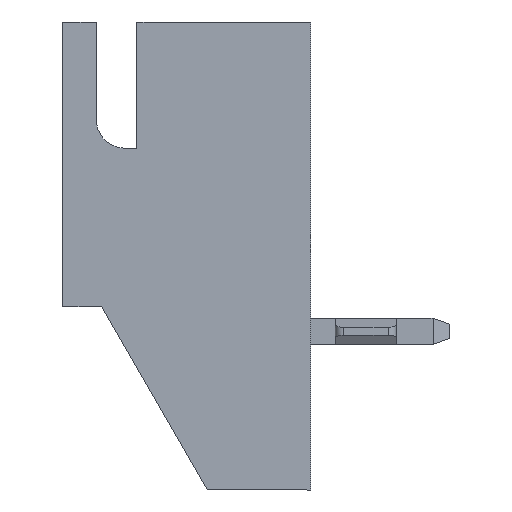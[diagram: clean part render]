
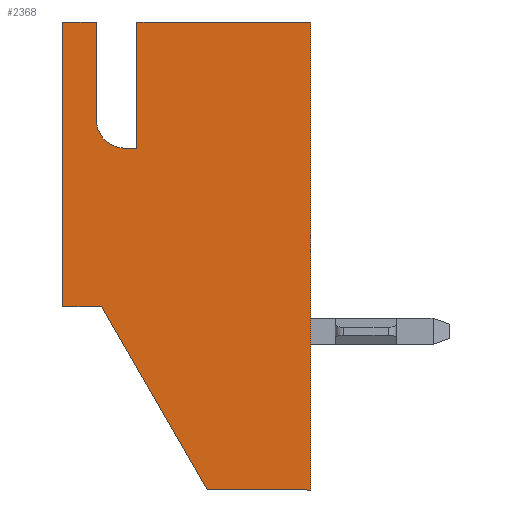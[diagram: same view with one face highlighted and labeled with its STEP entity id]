
A CAD part, left-side view. The second image highlights one B-rep face of the part: STEP entity #2368.
In plain terms, the highlighted planar face has unit normal (-1, 0, 0).
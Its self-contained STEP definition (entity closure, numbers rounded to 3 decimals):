
#30 = VECTOR ( 'NONE', #3492, 1000. ) ;
#53 = CIRCLE ( 'NONE', #520, 0.7 ) ;
#60 = PLANE ( 'NONE',  #2900 ) ;
#87 = CARTESIAN_POINT ( 'NONE',  ( -3.7, 5.275, -2.4 ) ) ;
#225 = LINE ( 'NONE', #1371, #267 ) ;
#254 = LINE ( 'NONE', #2898, #30 ) ;
#267 = VECTOR ( 'NONE', #3712, 1000. ) ;
#278 = LINE ( 'NONE', #813, #2432 ) ;
#283 = DIRECTION ( 'NONE',  ( 0., 0., 1. ) ) ;
#324 = VERTEX_POINT ( 'NONE', #934 ) ;
#370 = LINE ( 'NONE', #1238, #3335 ) ;
#498 = VECTOR ( 'NONE', #2910, 1000. ) ;
#502 = VECTOR ( 'NONE', #3133, 1000. ) ;
#520 = AXIS2_PLACEMENT_3D ( 'NONE', #910, #636, #1502 ) ;
#596 = VERTEX_POINT ( 'NONE', #2330 ) ;
#633 = DIRECTION ( 'NONE',  ( 0., 0., 1. ) ) ;
#636 = DIRECTION ( 'NONE',  ( 1., 0., 0. ) ) ;
#656 = LINE ( 'NONE', #948, #498 ) ;
#784 = ORIENTED_EDGE ( 'NONE', *, *, #2326, .F. ) ;
#813 = CARTESIAN_POINT ( 'NONE',  ( -3.7, 2.55, -11.5 ) ) ;
#829 = CARTESIAN_POINT ( 'NONE',  ( -3.7, 5.275, 0. ) ) ;
#868 = CARTESIAN_POINT ( 'NONE',  ( -3.7, 5.275, 0. ) ) ;
#907 = VERTEX_POINT ( 'NONE', #3464 ) ;
#910 = CARTESIAN_POINT ( 'NONE',  ( -3.7, 4.575, -2.4 ) ) ;
#927 = CARTESIAN_POINT ( 'NONE',  ( -3.7, 0., 0. ) ) ;
#934 = CARTESIAN_POINT ( 'NONE',  ( -3.7, 4.275, 0. ) ) ;
#948 = CARTESIAN_POINT ( 'NONE',  ( -3.7, 0., -7. ) ) ;
#990 = VERTEX_POINT ( 'NONE', #1197 ) ;
#1003 = VECTOR ( 'NONE', #3009, 1000. ) ;
#1012 = ORIENTED_EDGE ( 'NONE', *, *, #1705, .F. ) ;
#1132 = DIRECTION ( 'NONE',  ( 0., -1., 0. ) ) ;
#1197 = CARTESIAN_POINT ( 'NONE',  ( -3.7, 0., -11.5 ) ) ;
#1220 = ORIENTED_EDGE ( 'NONE', *, *, #2377, .F. ) ;
#1238 = CARTESIAN_POINT ( 'NONE',  ( -3.7, 4.575, -3.1 ) ) ;
#1371 = CARTESIAN_POINT ( 'NONE',  ( -3.7, 0., -11.5 ) ) ;
#1433 = DIRECTION ( 'NONE',  ( 0., 0.5, 0.866 ) ) ;
#1502 = DIRECTION ( 'NONE',  ( 0., 0., -1. ) ) ;
#1535 = DIRECTION ( 'NONE',  ( 0., 1., 0. ) ) ;
#1654 = EDGE_CURVE ( 'NONE', #324, #2894, #1812, .T. ) ;
#1701 = EDGE_CURVE ( 'NONE', #596, #1714, #53, .T. ) ;
#1705 = EDGE_CURVE ( 'NONE', #2894, #990, #3534, .T. ) ;
#1714 = VERTEX_POINT ( 'NONE', #87 ) ;
#1722 = CARTESIAN_POINT ( 'NONE',  ( -3.7, 2.55, -11.5 ) ) ;
#1812 = LINE ( 'NONE', #3504, #2617 ) ;
#1836 = VERTEX_POINT ( 'NONE', #2784 ) ;
#1915 = EDGE_CURVE ( 'NONE', #1714, #2081, #2181, .T. ) ;
#1942 = CARTESIAN_POINT ( 'NONE',  ( -3.7, 6.1, 0. ) ) ;
#2014 = CARTESIAN_POINT ( 'NONE',  ( -3.7, 0., 0. ) ) ;
#2041 = ORIENTED_EDGE ( 'NONE', *, *, #2820, .F. ) ;
#2073 = DIRECTION ( 'NONE',  ( -1., 0., 0. ) ) ;
#2076 = ORIENTED_EDGE ( 'NONE', *, *, #1915, .T. ) ;
#2081 = VERTEX_POINT ( 'NONE', #829 ) ;
#2181 = LINE ( 'NONE', #868, #2187 ) ;
#2187 = VECTOR ( 'NONE', #283, 1000. ) ;
#2326 = EDGE_CURVE ( 'NONE', #990, #3088, #225, .T. ) ;
#2328 = ORIENTED_EDGE ( 'NONE', *, *, #1654, .F. ) ;
#2330 = CARTESIAN_POINT ( 'NONE',  ( -3.7, 4.575, -3.1 ) ) ;
#2368 = ADVANCED_FACE ( 'NONE', ( #3214 ), #60, .T. ) ;
#2377 = EDGE_CURVE ( 'NONE', #907, #2497, #656, .T. ) ;
#2387 = EDGE_CURVE ( 'NONE', #3507, #596, #370, .T. ) ;
#2432 = VECTOR ( 'NONE', #1433, 1000. ) ;
#2459 = CARTESIAN_POINT ( 'NONE',  ( -3.7, 6.1, -7. ) ) ;
#2497 = VERTEX_POINT ( 'NONE', #2459 ) ;
#2599 = ORIENTED_EDGE ( 'NONE', *, *, #2813, .F. ) ;
#2617 = VECTOR ( 'NONE', #3274, 1000. ) ;
#2683 = CARTESIAN_POINT ( 'NONE',  ( -3.7, 0., 0. ) ) ;
#2784 = CARTESIAN_POINT ( 'NONE',  ( -3.7, 6.1, 0. ) ) ;
#2813 = EDGE_CURVE ( 'NONE', #3088, #907, #278, .T. ) ;
#2820 = EDGE_CURVE ( 'NONE', #2497, #1836, #3383, .T. ) ;
#2859 = VECTOR ( 'NONE', #1132, 1000. ) ;
#2869 = ORIENTED_EDGE ( 'NONE', *, *, #2387, .T. ) ;
#2894 = VERTEX_POINT ( 'NONE', #2683 ) ;
#2898 = CARTESIAN_POINT ( 'NONE',  ( -3.7, 4.275, -3.1 ) ) ;
#2900 = AXIS2_PLACEMENT_3D ( 'NONE', #927, #2073, #633 ) ;
#2910 = DIRECTION ( 'NONE',  ( 0., 1., 0. ) ) ;
#2974 = ORIENTED_EDGE ( 'NONE', *, *, #1701, .T. ) ;
#3009 = DIRECTION ( 'NONE',  ( 0., 0., -1. ) ) ;
#3035 = EDGE_CURVE ( 'NONE', #324, #3507, #254, .T. ) ;
#3088 = VERTEX_POINT ( 'NONE', #1722 ) ;
#3133 = DIRECTION ( 'NONE',  ( 0., 0., 1. ) ) ;
#3187 = ORIENTED_EDGE ( 'NONE', *, *, #3035, .T. ) ;
#3214 = FACE_OUTER_BOUND ( 'NONE', #3471, .T. ) ;
#3226 = EDGE_CURVE ( 'NONE', #1836, #2081, #3655, .T. ) ;
#3274 = DIRECTION ( 'NONE',  ( 0., -1., 0. ) ) ;
#3282 = ORIENTED_EDGE ( 'NONE', *, *, #3226, .F. ) ;
#3335 = VECTOR ( 'NONE', #1535, 1000. ) ;
#3383 = LINE ( 'NONE', #1942, #502 ) ;
#3464 = CARTESIAN_POINT ( 'NONE',  ( -3.7, 5.148, -7. ) ) ;
#3471 = EDGE_LOOP ( 'NONE', ( #2076, #3282, #2041, #1220, #2599, #784, #1012, #2328, #3187, #2869, #2974 ) ) ;
#3492 = DIRECTION ( 'NONE',  ( 0., 0., -1. ) ) ;
#3504 = CARTESIAN_POINT ( 'NONE',  ( -3.7, 0., 0. ) ) ;
#3507 = VERTEX_POINT ( 'NONE', #3584 ) ;
#3534 = LINE ( 'NONE', #3603, #1003 ) ;
#3584 = CARTESIAN_POINT ( 'NONE',  ( -3.7, 4.275, -3.1 ) ) ;
#3603 = CARTESIAN_POINT ( 'NONE',  ( -3.7, 0., 0. ) ) ;
#3655 = LINE ( 'NONE', #2014, #2859 ) ;
#3712 = DIRECTION ( 'NONE',  ( 0., 1., 0. ) ) ;
